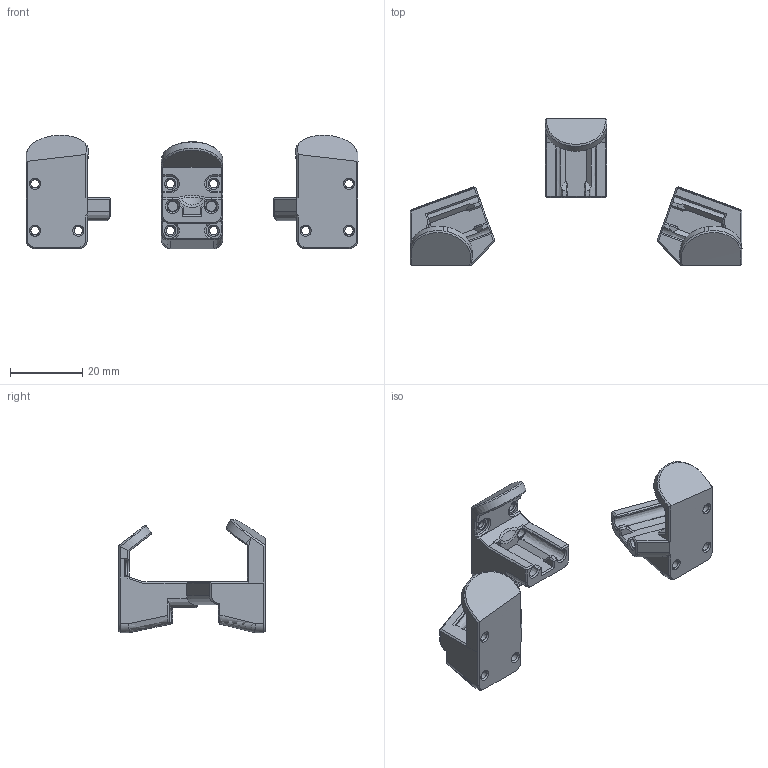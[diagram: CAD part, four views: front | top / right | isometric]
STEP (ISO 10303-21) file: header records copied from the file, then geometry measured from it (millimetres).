
FILE_DESCRIPTION(/* description */ (''),/* implementation_level */ '2;1');
FILE_NAME(/* name */ 'MANTAR~1',/* time_stamp */ '2024-10-18T20:11:42+02:00',/* author */ (''),/* organization */ (''),/* preprocessor_version */ 'ST-DEVELOPER v15',/* originating_system */ '',/* authorisation */ '');
FILE_SCHEMA (('AUTOMOTIVE_DESIGN'));
Length unit declared in the file: millimetre
Products named in the file (1): Document
Bounding box: 92.01 x 40.67 x 31.43 mm (x, y, z)
Volume: 11800.1 mm3; surface area: 8207.9 mm2
Topology: 3 solids, 3 shells, 436 faces, 1088 edges, 656 vertices
Faces by surface type: bspline 286, plane 150
Entity records: 16119 total; most frequent: CARTESIAN_POINT 9295, ORIENTED_EDGE 2176, EDGE_CURVE 1088, B_SPLINE_CURVE_WITH_KNOTS 885, VERTEX_POINT 656, EDGE_LOOP 456, ADVANCED_FACE 436, FACE_OUTER_BOUND 436
